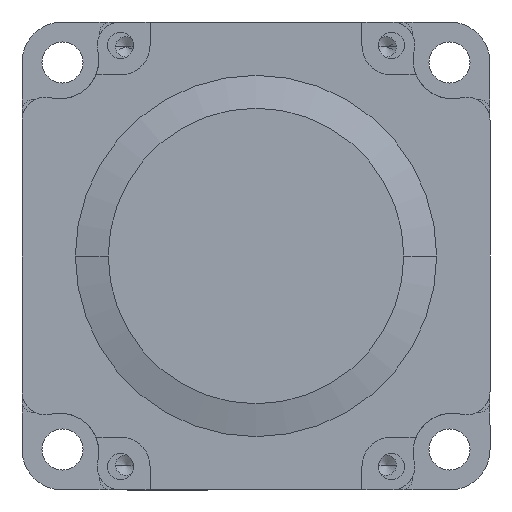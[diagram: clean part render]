
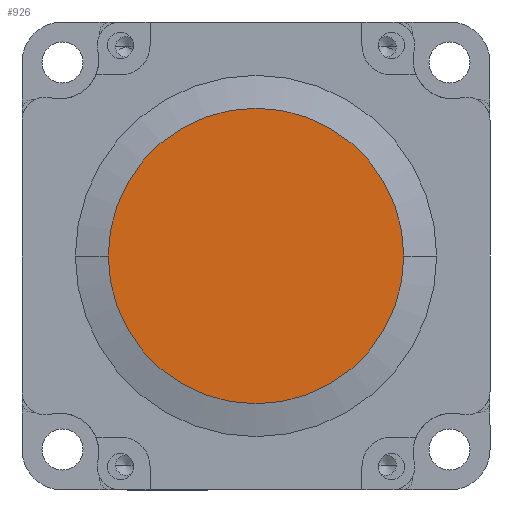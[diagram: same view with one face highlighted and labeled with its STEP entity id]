
A CAD part, front view. The second image highlights one B-rep face of the part: STEP entity #926.
In plain terms, the highlighted face is planar.
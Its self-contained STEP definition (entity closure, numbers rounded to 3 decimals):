
#926 = ADVANCED_FACE ( 'NONE', ( #17403 ), #15905, .T. ) ;
#1566 = CARTESIAN_POINT ( 'NONE',  ( 0., 22., 18. ) ) ;
#2346 = VERTEX_POINT ( 'NONE', #16700 ) ;
#3664 = EDGE_LOOP ( 'NONE', ( #7209, #7811 ) ) ;
#5074 = DIRECTION ( 'NONE',  ( 0., 1., 0. ) ) ;
#5953 = CARTESIAN_POINT ( 'NONE',  ( 0., 22., 0. ) ) ;
#6400 = CARTESIAN_POINT ( 'NONE',  ( 0., 22., 0. ) ) ;
#6429 = CIRCLE ( 'NONE', #10121, 18. ) ;
#6680 = EDGE_CURVE ( 'NONE', #2346, #15110, #6429, .T. ) ;
#7209 = ORIENTED_EDGE ( 'NONE', *, *, #6680, .F. ) ;
#7305 = AXIS2_PLACEMENT_3D ( 'NONE', #15907, #14836, #12000 ) ;
#7811 = ORIENTED_EDGE ( 'NONE', *, *, #9193, .F. ) ;
#9193 = EDGE_CURVE ( 'NONE', #15110, #2346, #10153, .T. ) ;
#10121 = AXIS2_PLACEMENT_3D ( 'NONE', #5953, #15293, #15460 ) ;
#10153 = CIRCLE ( 'NONE', #7305, 18. ) ;
#12000 = DIRECTION ( 'NONE',  ( 0., 0., -1. ) ) ;
#12551 = AXIS2_PLACEMENT_3D ( 'NONE', #6400, #5074, #13330 ) ;
#13330 = DIRECTION ( 'NONE',  ( 0., 0., 1. ) ) ;
#14836 = DIRECTION ( 'NONE',  ( 0., -1., 0. ) ) ;
#15110 = VERTEX_POINT ( 'NONE', #1566 ) ;
#15293 = DIRECTION ( 'NONE',  ( 0., -1., 0. ) ) ;
#15460 = DIRECTION ( 'NONE',  ( 0., 0., -1. ) ) ;
#15905 = PLANE ( 'NONE',  #12551 ) ;
#15907 = CARTESIAN_POINT ( 'NONE',  ( 0., 22., 0. ) ) ;
#16700 = CARTESIAN_POINT ( 'NONE',  ( 0., 22., -18. ) ) ;
#17403 = FACE_OUTER_BOUND ( 'NONE', #3664, .T. ) ;
